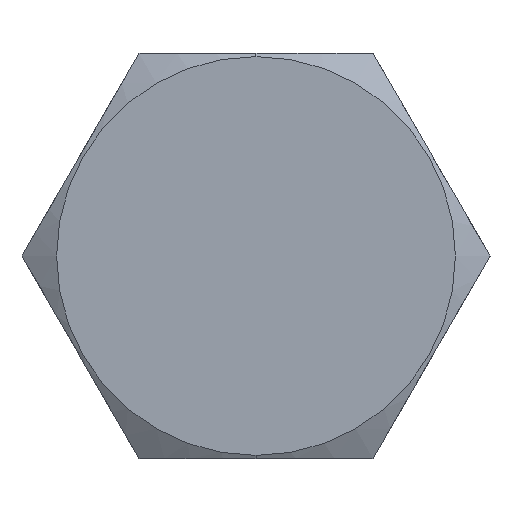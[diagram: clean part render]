
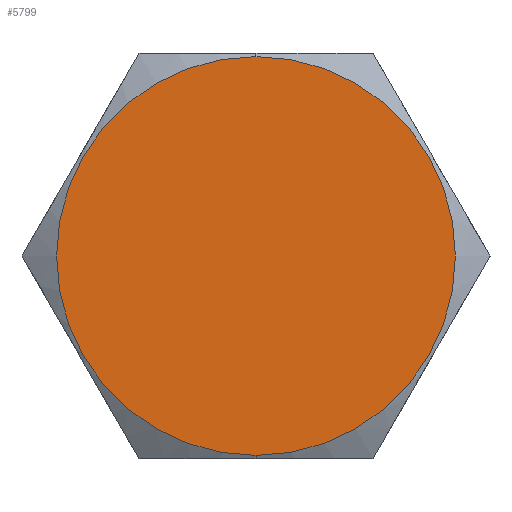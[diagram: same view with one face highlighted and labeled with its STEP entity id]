
A CAD part, left-side view. The second image highlights one B-rep face of the part: STEP entity #5799.
In plain terms, the highlighted planar face has unit normal (-1, 0, 0).
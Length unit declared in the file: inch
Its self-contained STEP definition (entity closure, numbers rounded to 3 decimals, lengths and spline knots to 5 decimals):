
#37 = CARTESIAN_POINT ( 'NONE',  ( -0.56, 0., 0. ) ) ;
#484 = AXIS2_PLACEMENT_3D ( 'NONE', #3067, #6765, #5272 ) ;
#660 = DIRECTION ( 'NONE',  ( 1., 0., 0. ) ) ;
#689 = FACE_OUTER_BOUND ( 'NONE', #7244, .T. ) ;
#762 = EDGE_CURVE ( 'NONE', #7384, #7830, #8423, .T. ) ;
#1419 = CARTESIAN_POINT ( 'NONE',  ( -0.56, 0., 0. ) ) ;
#1525 = CARTESIAN_POINT ( 'NONE',  ( -0.56, 0., -0.615 ) ) ;
#2806 = PLANE ( 'NONE',  #5787 ) ;
#3067 = CARTESIAN_POINT ( 'NONE',  ( -0.56, 0., 0. ) ) ;
#5272 = DIRECTION ( 'NONE',  ( 0., 0., 1. ) ) ;
#5787 = AXIS2_PLACEMENT_3D ( 'NONE', #1419, #660, #7153 ) ;
#5799 = ADVANCED_FACE ( 'NONE', ( #689 ), #2806, .F. ) ;
#5987 = EDGE_CURVE ( 'NONE', #7830, #7384, #8383, .T. ) ;
#6079 = ORIENTED_EDGE ( 'NONE', *, *, #5987, .T. ) ;
#6231 = CARTESIAN_POINT ( 'NONE',  ( -0.56, 0., 0.615 ) ) ;
#6765 = DIRECTION ( 'NONE',  ( -1., 0., 0. ) ) ;
#6929 = ORIENTED_EDGE ( 'NONE', *, *, #762, .T. ) ;
#7153 = DIRECTION ( 'NONE',  ( 0., 0., -1. ) ) ;
#7244 = EDGE_LOOP ( 'NONE', ( #6929, #6079 ) ) ;
#7384 = VERTEX_POINT ( 'NONE', #1525 ) ;
#7830 = VERTEX_POINT ( 'NONE', #6231 ) ;
#7995 = DIRECTION ( 'NONE',  ( -1., 0., 0. ) ) ;
#8383 = CIRCLE ( 'NONE', #9289, 0.615 ) ;
#8423 = CIRCLE ( 'NONE', #484, 0.615 ) ;
#8784 = DIRECTION ( 'NONE',  ( 0., 0., 1. ) ) ;
#9289 = AXIS2_PLACEMENT_3D ( 'NONE', #37, #7995, #8784 ) ;
